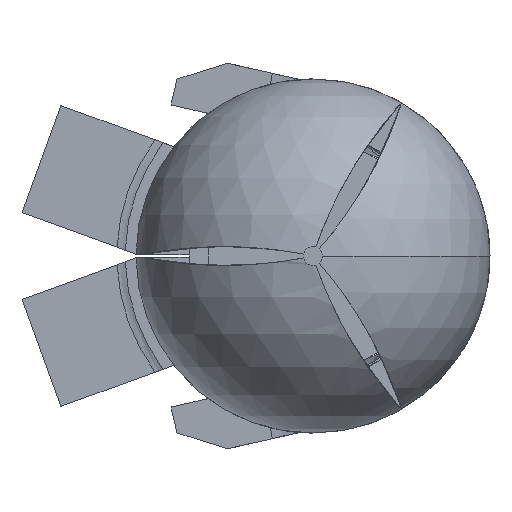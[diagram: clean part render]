
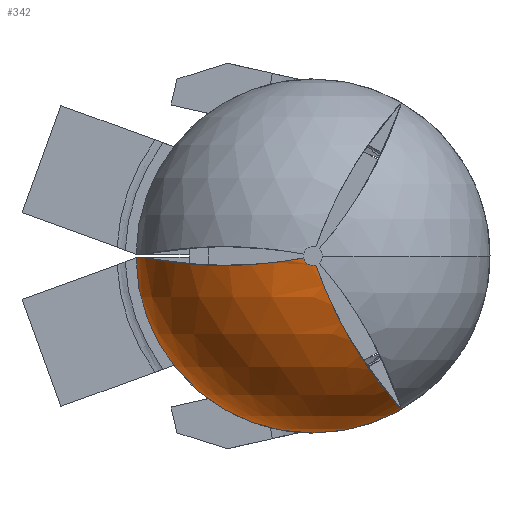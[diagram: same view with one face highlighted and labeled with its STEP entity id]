
A CAD part, left-side view. The second image highlights one B-rep face of the part: STEP entity #342.
In plain terms, the highlighted spherical face has radius 2.369 mm.
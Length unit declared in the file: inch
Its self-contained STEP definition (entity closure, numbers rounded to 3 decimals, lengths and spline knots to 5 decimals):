
#26 = AXIS2_PLACEMENT_3D ( 'NONE', #4404, #1682, #4880 ) ;
#192 = CARTESIAN_POINT ( 'NONE',  ( 0.09325, 0., 0. ) ) ;
#207 = CARTESIAN_POINT ( 'NONE',  ( 0.02091, -0.0254, -0.05341 ) ) ;
#342 = ADVANCED_FACE ( 'NONE', ( #511 ), #1666, .T. ) ;
#387 = DIRECTION ( 'NONE',  ( 0., 1., 0. ) ) ;
#428 = CARTESIAN_POINT ( 'NONE',  ( 0.00013, 0.0049, -0.001 ) ) ;
#447 = CARTESIAN_POINT ( 'NONE',  ( 0.00064, 0.01417, -0.0028 ) ) ;
#450 = AXIS2_PLACEMENT_3D ( 'NONE', #2706, #5927, #3149 ) ;
#466 = CARTESIAN_POINT ( 'NONE',  ( 0.09325, 0., 0. ) ) ;
#488 = CARTESIAN_POINT ( 'NONE',  ( 0.0026, 0.02345, -0.00395 ) ) ;
#511 = FACE_OUTER_BOUND ( 'NONE', #887, .T. ) ;
#522 = DIRECTION ( 'NONE',  ( 0., 0., -1. ) ) ;
#526 = CARTESIAN_POINT ( 'NONE',  ( 0.00746, 0.03653, -0.00481 ) ) ;
#547 = CARTESIAN_POINT ( 'NONE',  ( 0.0094, 0.04076, -0.00496 ) ) ;
#658 = CARTESIAN_POINT ( 'NONE',  ( 0.01391, 0.04896, -0.00503 ) ) ;
#682 = DIRECTION ( 'NONE',  ( 0., 0., 1. ) ) ;
#697 = CARTESIAN_POINT ( 'NONE',  ( 0.03757, -0.03503, -0.06713 ) ) ;
#762 = CARTESIAN_POINT ( 'NONE',  ( 0.0165, 0.05294, -0.00494 ) ) ;
#783 = CARTESIAN_POINT ( 'NONE',  ( 0.02217, 0.06037, -0.0046 ) ) ;
#793 = CARTESIAN_POINT ( 'NONE',  ( 0.02526, 0.06384, -0.00435 ) ) ;
#817 = CARTESIAN_POINT ( 'NONE',  ( 0.03195, 0.07032, -0.00374 ) ) ;
#876 = CARTESIAN_POINT ( 'NONE',  ( 0.03558, 0.07335, -0.00339 ) ) ;
#887 = EDGE_LOOP ( 'NONE', ( #4774, #3806, #5388, #5632, #2973, #2613 ) ) ;
#890 = DIRECTION ( 'NONE',  ( -1., 0., 0. ) ) ;
#897 = CARTESIAN_POINT ( 'NONE',  ( 0.06428, 0.08863, -0.00095 ) ) ;
#931 = CARTESIAN_POINT ( 'NONE',  ( 0.00013, -0.00158, -0.00474 ) ) ;
#1124 = CARTESIAN_POINT ( 'NONE',  ( 0.09325, -0.04662, -0.08076 ) ) ;
#1179 = CARTESIAN_POINT ( 'NONE',  ( 0.09325, 0.09324, -0.001 ) ) ;
#1189 = CARTESIAN_POINT ( 'NONE',  ( 0.00013, -0.00158, -0.00474 ) ) ;
#1213 = CARTESIAN_POINT ( 'NONE',  ( 0.06947, -0.045, -0.07901 ) ) ;
#1500 = AXIS2_PLACEMENT_3D ( 'NONE', #466, #522, #387 ) ;
#1533 = EDGE_CURVE ( 'NONE', #1596, #3608, #1611, .T. ) ;
#1596 = VERTEX_POINT ( 'NONE', #5647 ) ;
#1611 = B_SPLINE_CURVE_WITH_KNOTS ( 'NONE', 3,
 ( #897, #1871, #1739, #876, #817, #793, #783, #762, #658, #547, #526, #488, #447, #428 ),
 .UNSPECIFIED., .F., .F.,
 ( 4, 2, 2, 2, 2, 2, 4 ),
 ( 0.00075, 0.00146, 0.00181, 0.00216, 0.00252, 0.00287, 0.00358 ),
 .UNSPECIFIED. ) ;
#1637 = CIRCLE ( 'NONE', #5115, 0.09325 ) ;
#1666 = SPHERICAL_SURFACE ( 'NONE', #1500, 0.09325 ) ;
#1672 = CARTESIAN_POINT ( 'NONE',  ( 0.00045, -0.00352, -0.01038 ) ) ;
#1682 = DIRECTION ( 'NONE',  ( 0., -0.011, -1. ) ) ;
#1688 = CARTESIAN_POINT ( 'NONE',  ( 0.09325, -0.04662, -0.08076 ) ) ;
#1739 = CARTESIAN_POINT ( 'NONE',  ( 0.04701, 0.08149, -0.00229 ) ) ;
#1871 = CARTESIAN_POINT ( 'NONE',  ( 0.05534, 0.0857, -0.00152 ) ) ;
#2009 = CIRCLE ( 'NONE', #26, 0.09325 ) ;
#2159 = CARTESIAN_POINT ( 'NONE',  ( 0.00133, -0.00565, -0.0158 ) ) ;
#2609 = CARTESIAN_POINT ( 'NONE',  ( 0.00615, -0.0127, -0.03135 ) ) ;
#2613 = ORIENTED_EDGE ( 'NONE', *, *, #4809, .F. ) ;
#2706 = CARTESIAN_POINT ( 'NONE',  ( 0.00013, 0., 0. ) ) ;
#2973 = ORIENTED_EDGE ( 'NONE', *, *, #4709, .F. ) ;
#3053 = CARTESIAN_POINT ( 'NONE',  ( 0.01405, -0.0203, -0.04524 ) ) ;
#3068 = AXIS2_PLACEMENT_3D ( 'NONE', #3683, #890, #4126 ) ;
#3149 = DIRECTION ( 'NONE',  ( 0., 0., -1. ) ) ;
#3242 = EDGE_CURVE ( 'NONE', #6089, #4645, #3500, .T. ) ;
#3336 = CIRCLE ( 'NONE', #450, 0.005 ) ;
#3494 = DIRECTION ( 'NONE',  ( -1., 0., 0. ) ) ;
#3500 = CIRCLE ( 'NONE', #3068, 0.09325 ) ;
#3510 = CARTESIAN_POINT ( 'NONE',  ( 0.02483, -0.02794, -0.05717 ) ) ;
#3608 = VERTEX_POINT ( 'NONE', #4420 ) ;
#3621 = EDGE_CURVE ( 'NONE', #5651, #6089, #1637, .T. ) ;
#3683 = CARTESIAN_POINT ( 'NONE',  ( 0.09325, 0., 0. ) ) ;
#3806 = ORIENTED_EDGE ( 'NONE', *, *, #5670, .T. ) ;
#3965 = CARTESIAN_POINT ( 'NONE',  ( 0.04771, -0.03923, -0.07225 ) ) ;
#4126 = DIRECTION ( 'NONE',  ( 0., 0., 1. ) ) ;
#4176 = CARTESIAN_POINT ( 'NONE',  ( 0.09325, 0., -0.09325 ) ) ;
#4404 = CARTESIAN_POINT ( 'NONE',  ( 0.09325, 0., 0. ) ) ;
#4412 = CARTESIAN_POINT ( 'NONE',  ( 0.08132, -0.04662, -0.08076 ) ) ;
#4420 = CARTESIAN_POINT ( 'NONE',  ( 0.00013, 0.0049, -0.001 ) ) ;
#4645 = VERTEX_POINT ( 'NONE', #1124 ) ;
#4709 = EDGE_CURVE ( 'NONE', #5198, #4645, #6022, .T. ) ;
#4774 = ORIENTED_EDGE ( 'NONE', *, *, #1533, .F. ) ;
#4809 = EDGE_CURVE ( 'NONE', #3608, #5198, #3336, .T. ) ;
#4880 = DIRECTION ( 'NONE',  ( 0., 1., -0.011 ) ) ;
#5115 = AXIS2_PLACEMENT_3D ( 'NONE', #192, #3494, #682 ) ;
#5198 = VERTEX_POINT ( 'NONE', #931 ) ;
#5357 = CARTESIAN_POINT ( 'NONE',  ( 0.00417, -0.01023, -0.02626 ) ) ;
#5388 = ORIENTED_EDGE ( 'NONE', *, *, #3621, .T. ) ;
#5632 = ORIENTED_EDGE ( 'NONE', *, *, #3242, .T. ) ;
#5647 = CARTESIAN_POINT ( 'NONE',  ( 0.06428, 0.08863, -0.00095 ) ) ;
#5651 = VERTEX_POINT ( 'NONE', #1179 ) ;
#5670 = EDGE_CURVE ( 'NONE', #1596, #5651, #2009, .T. ) ;
#5828 = CARTESIAN_POINT ( 'NONE',  ( 0.0111, -0.01774, -0.04084 ) ) ;
#5927 = DIRECTION ( 'NONE',  ( -1., 0., 0. ) ) ;
#6022 = B_SPLINE_CURVE_WITH_KNOTS ( 'NONE', 3,
 ( #1189, #1672, #2159, #5357, #2609, #5828, #3053, #207, #3510, #697, #3965, #1213, #4412, #1688 ),
 .UNSPECIFIED., .F., .F.,
 ( 4, 2, 2, 2, 2, 2, 4 ),
 ( 0., 0.00045, 0.0009, 0.00134, 0.00179, 0.00269, 0.00358 ),
 .UNSPECIFIED. ) ;
#6089 = VERTEX_POINT ( 'NONE', #4176 ) ;
